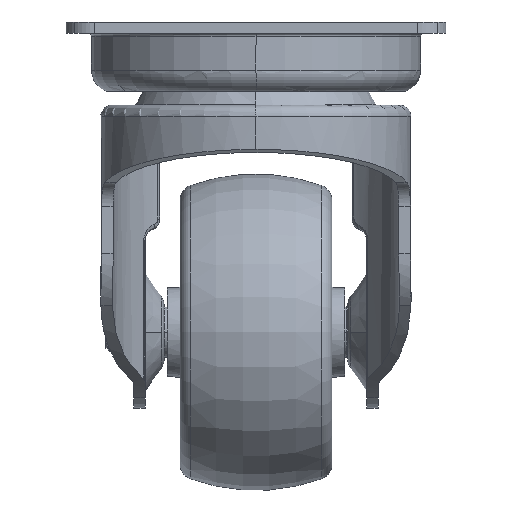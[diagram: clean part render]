
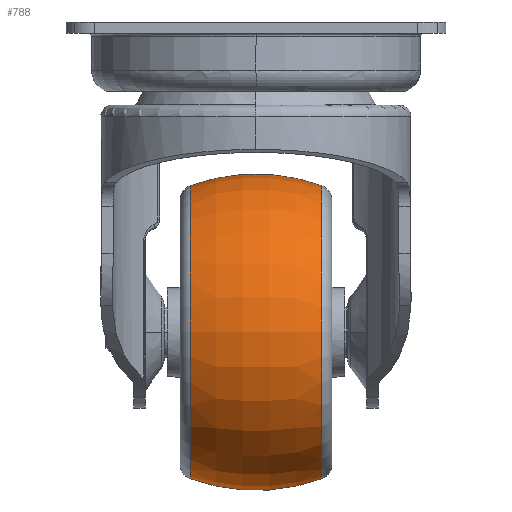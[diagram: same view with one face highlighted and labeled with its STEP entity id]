
A CAD part, left-side view. The second image highlights one B-rep face of the part: STEP entity #788.
In plain terms, the highlighted toroidal (fillet/blend) face has major radius 5.05 mm and minor radius 30.05 mm.
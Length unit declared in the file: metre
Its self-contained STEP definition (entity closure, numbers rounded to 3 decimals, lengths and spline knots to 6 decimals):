
#788=ADVANCED_FACE('0:7695',(#1542),#1543,.T.);
#1542=FACE_OUTER_BOUND('',#7676,.T.);
#1543=TOROIDAL_SURFACE('',#7677,-0.00505,0.03005);
#7676=EDGE_LOOP('',(#17046,#17047,#17048,#17049));
#7677=AXIS2_PLACEMENT_3D('',#17050,#17051,#17052);
#17046=ORIENTED_EDGE('',*,*,#19355,.T.);
#17047=ORIENTED_EDGE('',*,*,#19378,.F.);
#17048=ORIENTED_EDGE('',*,*,#19357,.T.);
#17049=ORIENTED_EDGE('',*,*,#19376,.T.);
#17050=CARTESIAN_POINT('',(0.0,0.,0.0));
#17051=DIRECTION('',(0.0,1.0,0.0));
#17052=DIRECTION('',(0.0,0.0,1.0));
#19355=EDGE_CURVE('',#20791,#20783,#20792,.T.);
#19357=EDGE_CURVE('',#20786,#20793,#20795,.T.);
#19376=EDGE_CURVE('0:7710',#20793,#20791,#20826,.T.);
#19378=EDGE_CURVE('0:7716',#20786,#20783,#20828,.T.);
#20783=VERTEX_POINT('',#23881);
#20786=VERTEX_POINT('',#23884);
#20791=VERTEX_POINT('',#23889);
#20792=CIRCLE('',#23890,0.03005);
#20793=VERTEX_POINT('',#23891);
#20795=CIRCLE('',#23893,0.03005);
#20826=CIRCLE('',#23929,0.023157);
#20828=CIRCLE('',#23931,0.023157);
#23881=CARTESIAN_POINT('',(0.0,0.010362,0.023157));
#23884=CARTESIAN_POINT('',(0.,0.010362,-0.023157));
#23889=CARTESIAN_POINT('',(0.0,-0.010362,0.023157));
#23890=AXIS2_PLACEMENT_3D('',#35010,#35011,#35012);
#23891=CARTESIAN_POINT('',(0.,-0.010362,-0.023157));
#23893=AXIS2_PLACEMENT_3D('',#35016,#35017,#35018);
#23929=AXIS2_PLACEMENT_3D('',#35063,#35064,#35065);
#23931=AXIS2_PLACEMENT_3D('',#35069,#35070,#35071);
#35010=CARTESIAN_POINT('',(0.,0.,-0.00505));
#35011=DIRECTION('',(-1.0,0.0,0.));
#35012=DIRECTION('',(0.,-0.0,1.0));
#35016=CARTESIAN_POINT('',(0.,0.,0.00505));
#35017=DIRECTION('',(-1.0,0.0,0.));
#35018=DIRECTION('',(0.,0.0,-1.0));
#35063=CARTESIAN_POINT('',(0.0,-0.010362,0.0));
#35064=DIRECTION('',(0.0,1.0,0.0));
#35065=DIRECTION('',(0.0,0.0,1.0));
#35069=CARTESIAN_POINT('',(0.0,0.010362,0.0));
#35070=DIRECTION('',(0.0,1.0,0.0));
#35071=DIRECTION('',(0.0,0.0,1.0));
